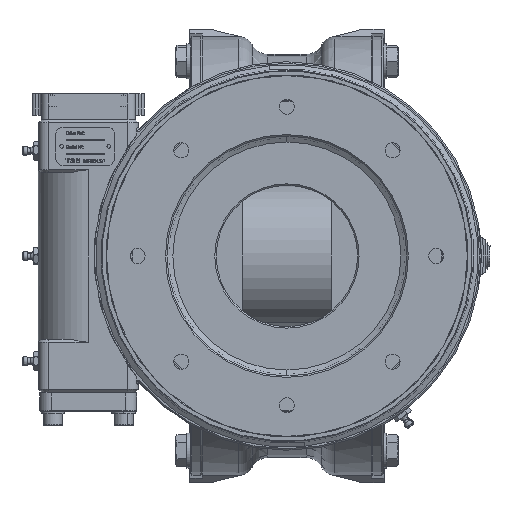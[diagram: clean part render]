
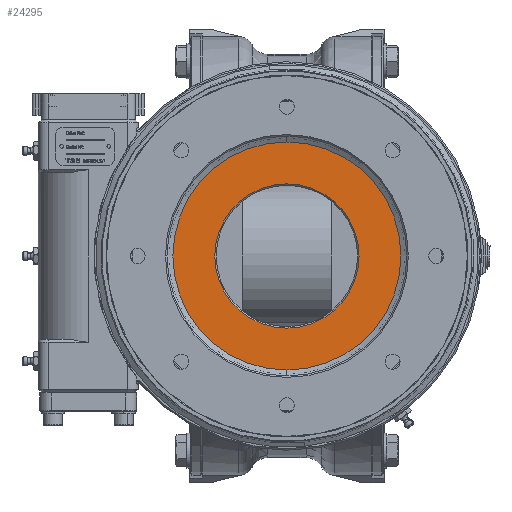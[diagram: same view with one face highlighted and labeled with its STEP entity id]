
A CAD part, front view. The second image highlights one B-rep face of the part: STEP entity #24295.
In plain terms, the highlighted planar face has unit normal (0, -1, 0).
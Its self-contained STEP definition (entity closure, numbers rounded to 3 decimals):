
#2427 = DIRECTION ( 'NONE',  ( 0., 0., -1. ) ) ;
#2534 = AXIS2_PLACEMENT_3D ( 'NONE', #13284, #59303, #20467 ) ;
#2711 = DIRECTION ( 'NONE',  ( 0., 1., 0. ) ) ;
#3478 = EDGE_CURVE ( 'NONE', #13423, #40432, #26105, .T. ) ;
#6651 = CARTESIAN_POINT ( 'NONE',  ( -37.467, -256.197, -80.5 ) ) ;
#7332 = CIRCLE ( 'NONE', #11241, 49. ) ;
#7941 = AXIS2_PLACEMENT_3D ( 'NONE', #73999, #2711, #2427 ) ;
#9184 = CIRCLE ( 'NONE', #82164, 80.5 ) ;
#10521 = EDGE_CURVE ( 'NONE', #64153, #45757, #50607, .T. ) ;
#10569 = EDGE_CURVE ( 'NONE', #40432, #13423, #7332, .T. ) ;
#11148 = ORIENTED_EDGE ( 'NONE', *, *, #73913, .F. ) ;
#11241 = AXIS2_PLACEMENT_3D ( 'NONE', #22291, #42399, #63026 ) ;
#11591 = ORIENTED_EDGE ( 'NONE', *, *, #3478, .T. ) ;
#11833 = CARTESIAN_POINT ( 'NONE',  ( -37.467, -256.197, 49. ) ) ;
#13284 = CARTESIAN_POINT ( 'NONE',  ( -37.467, -256.197, 0. ) ) ;
#13423 = VERTEX_POINT ( 'NONE', #75217 ) ;
#14038 = CARTESIAN_POINT ( 'NONE',  ( -117.967, -256.197, 0. ) ) ;
#14275 = DIRECTION ( 'NONE',  ( 0., 1., 0. ) ) ;
#20467 = DIRECTION ( 'NONE',  ( 0., 0., -1. ) ) ;
#22291 = CARTESIAN_POINT ( 'NONE',  ( -37.467, -256.197, 0. ) ) ;
#24295 = ADVANCED_FACE ( 'NONE', ( #72344, #48758 ), #79833, .F. ) ;
#26105 = CIRCLE ( 'NONE', #2534, 49. ) ;
#28108 = EDGE_LOOP ( 'NONE', ( #69997, #11148 ) ) ;
#40432 = VERTEX_POINT ( 'NONE', #11833 ) ;
#42399 = DIRECTION ( 'NONE',  ( 0., 1., 0. ) ) ;
#45757 = VERTEX_POINT ( 'NONE', #62250 ) ;
#46518 = CARTESIAN_POINT ( 'NONE',  ( -37.467, -256.197, 0. ) ) ;
#48758 = FACE_OUTER_BOUND ( 'NONE', #28108, .T. ) ;
#50607 = CIRCLE ( 'NONE', #7941, 80.5 ) ;
#54561 = DIRECTION ( 'NONE',  ( 0., 1., 0. ) ) ;
#59303 = DIRECTION ( 'NONE',  ( 0., 1., 0. ) ) ;
#62250 = CARTESIAN_POINT ( 'NONE',  ( -37.467, -256.197, 80.5 ) ) ;
#63026 = DIRECTION ( 'NONE',  ( 0., 0., -1. ) ) ;
#63837 = AXIS2_PLACEMENT_3D ( 'NONE', #14038, #54561, #72951 ) ;
#64153 = VERTEX_POINT ( 'NONE', #6651 ) ;
#69997 = ORIENTED_EDGE ( 'NONE', *, *, #10521, .F. ) ;
#72344 = FACE_BOUND ( 'NONE', #74133, .T. ) ;
#72356 = DIRECTION ( 'NONE',  ( 0., 0., -1. ) ) ;
#72951 = DIRECTION ( 'NONE',  ( 0., 0., -1. ) ) ;
#73913 = EDGE_CURVE ( 'NONE', #45757, #64153, #9184, .T. ) ;
#73999 = CARTESIAN_POINT ( 'NONE',  ( -37.467, -256.197, 0. ) ) ;
#74133 = EDGE_LOOP ( 'NONE', ( #82994, #11591 ) ) ;
#75217 = CARTESIAN_POINT ( 'NONE',  ( -37.467, -256.197, -49. ) ) ;
#79833 = PLANE ( 'NONE',  #63837 ) ;
#82164 = AXIS2_PLACEMENT_3D ( 'NONE', #46518, #14275, #72356 ) ;
#82994 = ORIENTED_EDGE ( 'NONE', *, *, #10569, .T. ) ;
